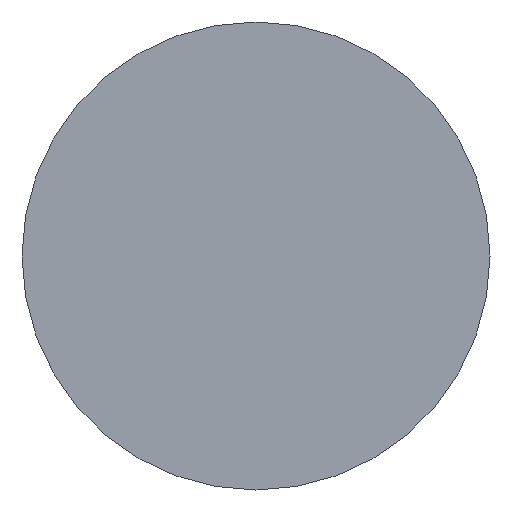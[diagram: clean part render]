
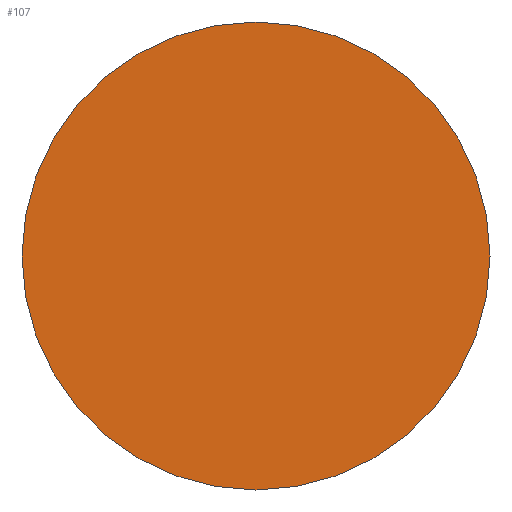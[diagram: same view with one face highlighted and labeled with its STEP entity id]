
A CAD part, left-side view. The second image highlights one B-rep face of the part: STEP entity #107.
In plain terms, the highlighted planar face has unit normal (-1, 0, 0).
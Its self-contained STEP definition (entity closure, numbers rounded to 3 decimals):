
#1 = DIRECTION ( 'NONE',  ( -1., 0., 0. ) ) ;
#12 = ORIENTED_EDGE ( 'NONE', *, *, #34, .T. ) ;
#26 = DIRECTION ( 'NONE',  ( 0., 0., -1. ) ) ;
#29 = AXIS2_PLACEMENT_3D ( 'NONE', #146, #1, #110 ) ;
#34 = EDGE_CURVE ( 'NONE', #165, #137, #139, .T. ) ;
#37 = CARTESIAN_POINT ( 'NONE',  ( 0., 0., -6.35 ) ) ;
#38 = CARTESIAN_POINT ( 'NONE',  ( 0., 0., 6.35 ) ) ;
#54 = CARTESIAN_POINT ( 'NONE',  ( 0., 6.35, 0. ) ) ;
#67 = DIRECTION ( 'NONE',  ( 0., 0., 1. ) ) ;
#82 = EDGE_LOOP ( 'NONE', ( #12, #109 ) ) ;
#87 = AXIS2_PLACEMENT_3D ( 'NONE', #54, #112, #26 ) ;
#93 = FACE_OUTER_BOUND ( 'NONE', #82, .T. ) ;
#95 = CARTESIAN_POINT ( 'NONE',  ( 0., 0., 0. ) ) ;
#99 = AXIS2_PLACEMENT_3D ( 'NONE', #95, #162, #67 ) ;
#107 = ADVANCED_FACE ( 'NONE', ( #93 ), #147, .F. ) ;
#109 = ORIENTED_EDGE ( 'NONE', *, *, #145, .T. ) ;
#110 = DIRECTION ( 'NONE',  ( 0., 0., 1. ) ) ;
#112 = DIRECTION ( 'NONE',  ( 1., 0., 0. ) ) ;
#137 = VERTEX_POINT ( 'NONE', #37 ) ;
#139 = CIRCLE ( 'NONE', #29, 6.35 ) ;
#145 = EDGE_CURVE ( 'NONE', #137, #165, #149, .T. ) ;
#146 = CARTESIAN_POINT ( 'NONE',  ( 0., 0., 0. ) ) ;
#147 = PLANE ( 'NONE',  #87 ) ;
#149 = CIRCLE ( 'NONE', #99, 6.35 ) ;
#162 = DIRECTION ( 'NONE',  ( -1., 0., 0. ) ) ;
#165 = VERTEX_POINT ( 'NONE', #38 ) ;
